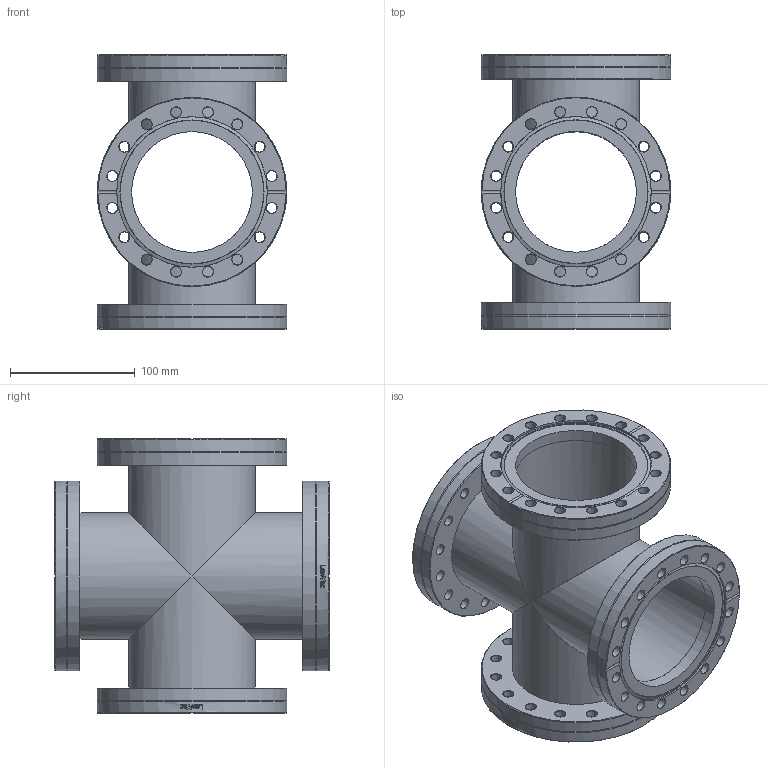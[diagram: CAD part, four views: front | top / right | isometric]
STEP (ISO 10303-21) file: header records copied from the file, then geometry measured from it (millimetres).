
FILE_DESCRIPTION(/* description */ (''),/* implementation_level */ '2;1');
FILE_NAME(/* name */ 'FL-4X100CF.stp',/* time_stamp */ '2018-02-23T15:16:36+00:00',/* author */ ('paul'),/* organization */ (''),/* preprocessor_version */ 'ST-DEVELOPER v16.13',/* originating_system */ 'Autodesk Inventor 2018',/* authorisation */ '');
FILE_SCHEMA (('AUTOMOTIVE_DESIGN { 1 0 10303 214 3 1 1 }'));
Length unit declared in the file: millimetre
Products named in the file (6): FL-4X100CF; FL-100CFR-102; FL-100CF rotatable outer; FL-100CF rotatable inner bored for 101.6 OD tube; side tube; FL-100CF-102
Assembly tree (10 placements, depth 3):
  FL-4X100CF
    FL-100CF-102  x2
    FL-100CFR-102  x2
      FL-100CF rotatable outer
      FL-100CF rotatable inner bored for 101.6 OD tube
    side tube  x4
Bounding box: 151.6 x 219.4 x 219.4 mm (x, y, z)
Volume: 926908.8 mm3; surface area: 378957.9 mm2
Topology: 10 solids, 10 shells, 662 faces, 1744 edges, 1134 vertices
Faces by surface type: bspline 212, plane 156, cone 154, cylinder 136, torus 4
Full cylindrical faces by diameter (mm): 8.4 x64, 96.8 x4, 97 x4, 101.6 x4, 101.9 x4, 110.8 x2, 120.4 x2, 120.6 x4, 151.6 x8
Entity records: 32553 total; most frequent: CARTESIAN_POINT 25244, ORIENTED_EDGE 1402, DIRECTION 1286, EDGE_CURVE 701, EDGE_LOOP 536, AXIS2_PLACEMENT_3D 527, VERTEX_POINT 521, FACE_OUTER_BOUND 326
